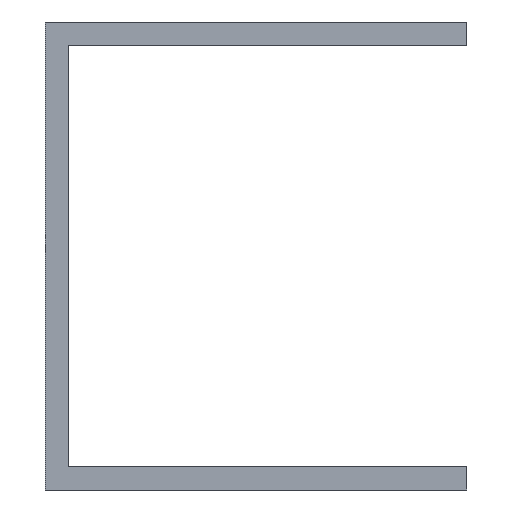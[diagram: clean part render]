
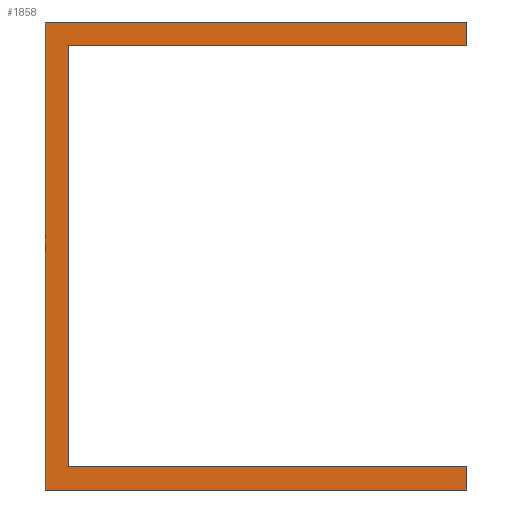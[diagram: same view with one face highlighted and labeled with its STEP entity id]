
A CAD part, left-side view. The second image highlights one B-rep face of the part: STEP entity #1858.
In plain terms, the highlighted planar face has unit normal (-1, 0, 0).
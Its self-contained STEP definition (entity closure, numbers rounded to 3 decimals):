
#36=PLANE('',#1986);
#150=FACE_OUTER_BOUND('',#258,.T.);
#258=EDGE_LOOP('',(#1641,#1642,#1643,#1644,#1645,#1646,#1647,#1648));
#536=LINE('',#4668,#616);
#538=LINE('',#5295,#618);
#542=LINE('',#5302,#622);
#543=LINE('',#5925,#623);
#546=LINE('',#8372,#626);
#550=LINE('',#9001,#630);
#551=LINE('',#9003,#631);
#552=LINE('',#9004,#632);
#616=VECTOR('',#2232,10.);
#618=VECTOR('',#2242,10.);
#622=VECTOR('',#2248,10.);
#623=VECTOR('',#2253,10.);
#626=VECTOR('',#2274,10.);
#630=VECTOR('',#2286,10.);
#631=VECTOR('',#2287,10.);
#632=VECTOR('',#2288,10.);
#814=VERTEX_POINT('',#4662);
#816=VERTEX_POINT('',#4666);
#818=VERTEX_POINT('',#5293);
#820=VERTEX_POINT('',#5300);
#821=VERTEX_POINT('',#5924);
#823=VERTEX_POINT('',#8370);
#824=VERTEX_POINT('',#8371);
#827=VERTEX_POINT('',#9002);
#1040=EDGE_CURVE('',#816,#814,#536,.T.);
#1050=EDGE_CURVE('',#818,#816,#538,.T.);
#1054=EDGE_CURVE('',#820,#818,#542,.T.);
#1063=EDGE_CURVE('',#814,#821,#543,.T.);
#1098=EDGE_CURVE('',#823,#824,#546,.T.);
#1110=EDGE_CURVE('',#824,#820,#550,.T.);
#1111=EDGE_CURVE('',#827,#823,#551,.T.);
#1112=EDGE_CURVE('',#821,#827,#552,.T.);
#1641=ORIENTED_EDGE('',*,*,#1110,.F.);
#1642=ORIENTED_EDGE('',*,*,#1098,.F.);
#1643=ORIENTED_EDGE('',*,*,#1111,.F.);
#1644=ORIENTED_EDGE('',*,*,#1112,.F.);
#1645=ORIENTED_EDGE('',*,*,#1063,.F.);
#1646=ORIENTED_EDGE('',*,*,#1040,.F.);
#1647=ORIENTED_EDGE('',*,*,#1050,.F.);
#1648=ORIENTED_EDGE('',*,*,#1054,.F.);
#1858=ADVANCED_FACE('',(#150),#36,.F.);
#1986=AXIS2_PLACEMENT_3D('',#9000,#2284,#2285);
#2232=DIRECTION('',(0.,1.,0.));
#2242=DIRECTION('',(0.,0.,-1.));
#2248=DIRECTION('',(0.,-1.,0.));
#2253=DIRECTION('',(0.,0.,-1.));
#2274=DIRECTION('',(0.,1.,0.));
#2284=DIRECTION('center_axis',(1.,0.,0.));
#2285=DIRECTION('ref_axis',(0.,0.,-1.));
#2286=DIRECTION('',(0.,0.,1.));
#2287=DIRECTION('',(0.,0.,-1.));
#2288=DIRECTION('',(0.,-1.,0.));
#4662=CARTESIAN_POINT('',(20.,0.,33.5));
#4666=CARTESIAN_POINT('',(20.,-30.,33.5));
#4668=CARTESIAN_POINT('',(20.,0.,33.5));
#5293=CARTESIAN_POINT('',(20.,-30.,35.25));
#5295=CARTESIAN_POINT('',(20.,-30.,35.25));
#5300=CARTESIAN_POINT('',(20.,1.75,35.25));
#5302=CARTESIAN_POINT('',(20.,0.,35.25));
#5924=CARTESIAN_POINT('',(20.,0.,1.75));
#5925=CARTESIAN_POINT('',(20.,0.,0.));
#8370=CARTESIAN_POINT('',(20.,-30.,0.));
#8371=CARTESIAN_POINT('',(20.,1.75,0.));
#8372=CARTESIAN_POINT('',(20.,7.5,0.));
#9000=CARTESIAN_POINT('Origin',(20.,10.,0.));
#9001=CARTESIAN_POINT('',(20.,1.75,0.));
#9002=CARTESIAN_POINT('',(20.,-30.,1.75));
#9003=CARTESIAN_POINT('',(20.,-30.,0.));
#9004=CARTESIAN_POINT('',(20.,-2.5,1.75));
